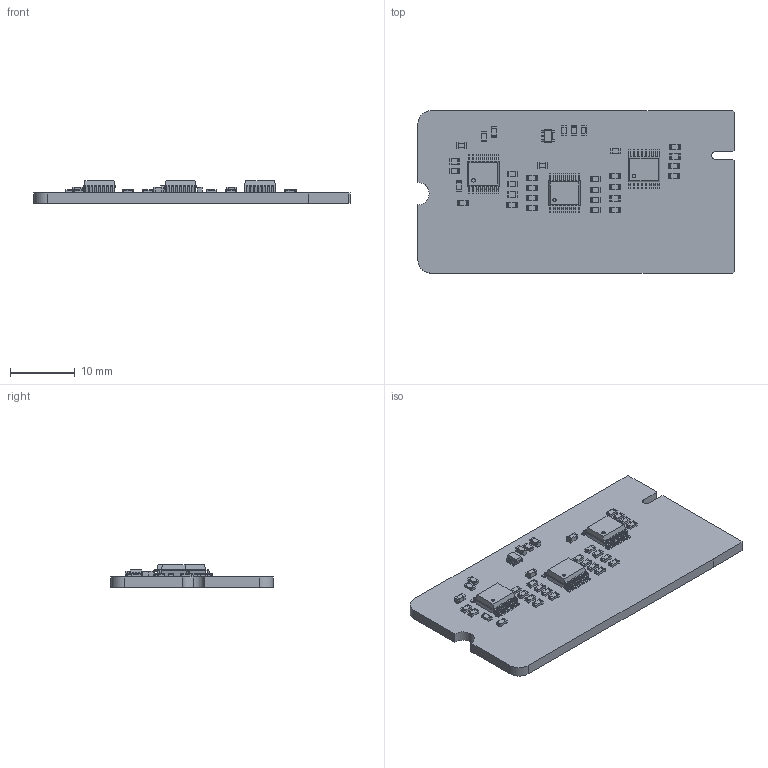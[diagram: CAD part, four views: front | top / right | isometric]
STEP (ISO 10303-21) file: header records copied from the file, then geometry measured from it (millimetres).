
FILE_DESCRIPTION(('KiCad electronic assembly'),'2;1');
FILE_NAME('data_acquisition_module.step','2023-01-04T18:15:49',('Pcbnew' ),('Kicad'),'Open CASCADE STEP processor 7.5', 'KiCad to STEP converter','Unknown');
FILE_SCHEMA(('AUTOMOTIVE_DESIGN { 1 0 10303 214 1 1 1 1 }'));
Length unit declared in the file: millimetre
Products named in the file (10): data_acquisition_module 1; R_0603_1608Metric; SOLID; SSOP-16_3.9x4.9mm_P0.635mm; C_0603_1608Metric; SOT-353_SC-70-5; _autosave-data_acquisition_module PCB
Assembly tree (41 placements, depth 3):
  data_acquisition_module 1
    R_0603_1608Metric  x27
      SOLID
    SSOP-16_3.9x4.9mm_P0.635mm  x3
      SOLID
    C_0603_1608Metric  x5
      SOLID
    SOT-353_SC-70-5
      SOLID
    _autosave-data_acquisition_module PCB
Bounding box: 48.9 x 25.1 x 3.5 mm (x, y, z)
Volume: 2063.8 mm3; surface area: 3116.1 mm2
Topology: 37 solids, 37 shells, 1747 faces, 4590 edges, 2930 vertices
Faces by surface type: plane 1138, cylinder 496, bspline 113
Full cylindrical faces by diameter (mm): 0.5 x3
Entity records: 32172 total; most frequent: CARTESIAN_POINT 6223, DIRECTION 4206, LINE 2813, VECTOR 2813, ORIENTED_EDGE 2288, PCURVE 2288, DEFINITIONAL_REPRESENTATION 2288, EDGE_CURVE 1144
